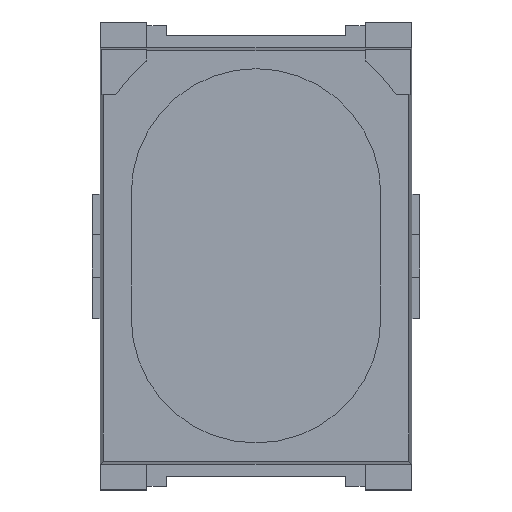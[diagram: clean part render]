
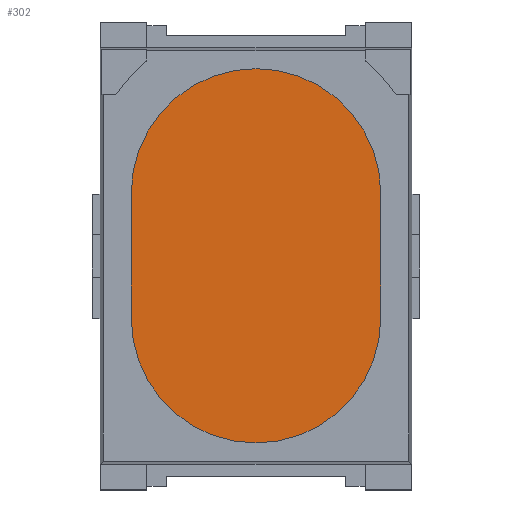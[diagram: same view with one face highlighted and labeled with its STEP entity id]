
A CAD part, top view. The second image highlights one B-rep face of the part: STEP entity #302.
In plain terms, the highlighted planar face has unit normal (0, 0, 1).
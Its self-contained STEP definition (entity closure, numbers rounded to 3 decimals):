
#302 = ADVANCED_FACE( '', ( #604 ), #605, .F. );
#604 = FACE_OUTER_BOUND( '', #966, .T. );
#605 = PLANE( '', #967 );
#966 = EDGE_LOOP( '', ( #1571, #1572, #1573, #1574 ) );
#967 = AXIS2_PLACEMENT_3D( '', #1575, #1576, #1577 );
#1571 = ORIENTED_EDGE( '', *, *, #2378, .F. );
#1572 = ORIENTED_EDGE( '', *, *, #2379, .F. );
#1573 = ORIENTED_EDGE( '', *, *, #2280, .F. );
#1574 = ORIENTED_EDGE( '', *, *, #2380, .F. );
#1575 = CARTESIAN_POINT( '', ( 0., -0.4, 0.5 ) );
#1576 = DIRECTION( '', ( 0., 0., -1. ) );
#1577 = DIRECTION( '', ( -1., 0., 0. ) );
#2280 = EDGE_CURVE( '', #2711, #2713, #2714, .T. );
#2378 = EDGE_CURVE( '', #2868, #2869, #2870, .T. );
#2379 = EDGE_CURVE( '', #2713, #2868, #2871, .T. );
#2380 = EDGE_CURVE( '', #2869, #2711, #2872, .T. );
#2711 = VERTEX_POINT( '', #3314 );
#2713 = VERTEX_POINT( '', #3316 );
#2714 = LINE( '', #3317, #3318 );
#2868 = VERTEX_POINT( '', #3545 );
#2869 = VERTEX_POINT( '', #3546 );
#2870 = LINE( '', #3547, #3548 );
#2871 = CIRCLE( '', #3549, 0.8 );
#2872 = CIRCLE( '', #3550, 0.8 );
#3314 = CARTESIAN_POINT( '', ( -0.8, -0.4, 0.5 ) );
#3316 = CARTESIAN_POINT( '', ( -0.8, 0.4, 0.5 ) );
#3317 = CARTESIAN_POINT( '', ( -0.8, 0.4, 0.5 ) );
#3318 = VECTOR( '', #3976, 1000. );
#3545 = CARTESIAN_POINT( '', ( 0.8, 0.4, 0.5 ) );
#3546 = CARTESIAN_POINT( '', ( 0.8, -0.4, 0.5 ) );
#3547 = CARTESIAN_POINT( '', ( 0.8, 0.4, 0.5 ) );
#3548 = VECTOR( '', #4062, 1000. );
#3549 = AXIS2_PLACEMENT_3D( '', #4063, #4064, #4065 );
#3550 = AXIS2_PLACEMENT_3D( '', #4066, #4067, #4068 );
#3976 = DIRECTION( '', ( 0., 1., 0. ) );
#4062 = DIRECTION( '', ( 0., -1., 0. ) );
#4063 = CARTESIAN_POINT( '', ( 0., 0.4, 0.5 ) );
#4064 = DIRECTION( '', ( 0., 0., -1. ) );
#4065 = DIRECTION( '', ( -1., 0., 0. ) );
#4066 = CARTESIAN_POINT( '', ( 0., -0.4, 0.5 ) );
#4067 = DIRECTION( '', ( 0., 0., -1. ) );
#4068 = DIRECTION( '', ( 1., 0., 0. ) );
